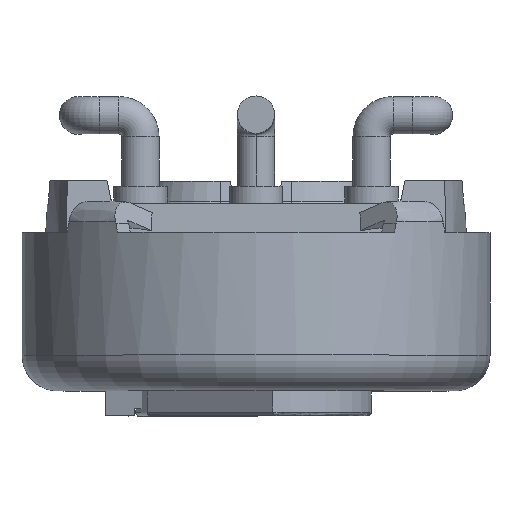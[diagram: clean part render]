
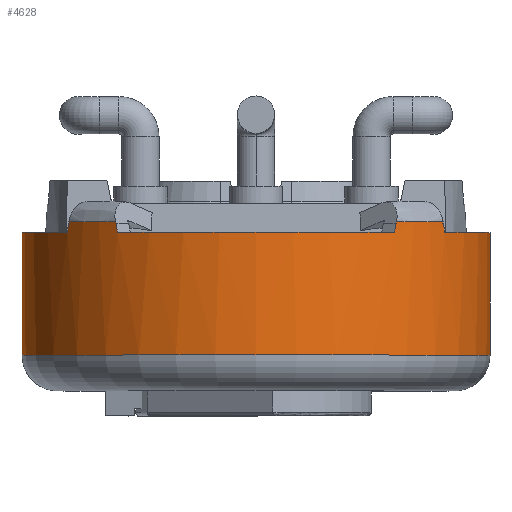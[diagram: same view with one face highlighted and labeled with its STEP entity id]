
A CAD part, top view. The second image highlights one B-rep face of the part: STEP entity #4628.
In plain terms, the highlighted cylindrical face has radius 3.34 mm (diameter 6.68 mm), a partial arc.
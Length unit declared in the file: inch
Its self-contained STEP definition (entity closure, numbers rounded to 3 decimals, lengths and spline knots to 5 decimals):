
#39=DIRECTION('',(0.,1.,0.));
#40=VECTOR('',#39,0.069);
#41=CARTESIAN_POINT('',(-0.1315,0.01,0.));
#42=LINE('',#41,#40);
#48=DIRECTION('',(0.,1.,0.));
#49=VECTOR('',#48,0.069);
#50=CARTESIAN_POINT('',(0.1315,0.01,0.));
#51=LINE('',#50,#49);
#1269=CARTESIAN_POINT('',(-0.07877,0.084,0.10529));
#1270=CARTESIAN_POINT('',(-0.07844,0.08233,
0.10555));
#1271=CARTESIAN_POINT('',(-0.0781,0.08067,
0.1058));
#1272=CARTESIAN_POINT('',(-0.07776,0.079,0.10604));
#1274=CARTESIAN_POINT('',(-0.07877,0.084,0.10529));
#1275=CARTESIAN_POINT('',(-0.07884,0.08433,
0.10524));
#1276=CARTESIAN_POINT('',(-0.07891,0.08467,
0.10519));
#1277=CARTESIAN_POINT('',(-0.07898,0.085,0.10514));
#1296=CARTESIAN_POINT('',(-0.10529,0.084,0.07877));
#1297=CARTESIAN_POINT('',(-0.10524,0.08433,
0.07884));
#1298=CARTESIAN_POINT('',(-0.10519,0.08467,
0.07891));
#1299=CARTESIAN_POINT('',(-0.10514,0.085,0.07898));
#1301=CARTESIAN_POINT('',(0.07877,0.084,0.10529));
#1302=CARTESIAN_POINT('',(0.07884,0.08433,
0.10524));
#1303=CARTESIAN_POINT('',(0.07891,0.08467,
0.10519));
#1304=CARTESIAN_POINT('',(0.07898,0.085,0.10514));
#1306=CARTESIAN_POINT('',(0.,0.01,0.));
#1307=DIRECTION('',(0.,-1.,0.));
#1308=DIRECTION('',(1.,0.,0.));
#1309=AXIS2_PLACEMENT_3D('',#1306,#1307,#1308);
#1315=CARTESIAN_POINT('',(-0.10529,0.084,0.07877));
#1316=CARTESIAN_POINT('',(-0.10555,0.08233,
0.07844));
#1317=CARTESIAN_POINT('',(-0.1058,0.08067,
0.0781));
#1318=CARTESIAN_POINT('',(-0.10604,0.079,0.07776));
#1394=CARTESIAN_POINT('',(0.,0.085,0.));
#1395=DIRECTION('',(0.,1.,0.));
#1396=DIRECTION('',(-0.8,0.,0.601));
#1397=AXIS2_PLACEMENT_3D('',#1394,#1395,#1396);
#1411=CARTESIAN_POINT('',(0.,0.079,0.));
#1412=DIRECTION('',(0.,-1.,0.));
#1413=DIRECTION('',(-0.806,0.,0.591));
#1414=AXIS2_PLACEMENT_3D('',#1411,#1412,#1413);
#1439=CARTESIAN_POINT('',(0.,0.079,0.));
#1440=DIRECTION('',(0.,-1.,0.));
#1441=DIRECTION('',(0.591,0.,0.806));
#1442=AXIS2_PLACEMENT_3D('',#1439,#1440,#1441);
#1461=CARTESIAN_POINT('',(0.07877,0.084,0.10529));
#1462=CARTESIAN_POINT('',(0.07844,0.08233,
0.10555));
#1463=CARTESIAN_POINT('',(0.0781,0.08067,
0.1058));
#1464=CARTESIAN_POINT('',(0.07776,0.079,0.10604));
#1502=CARTESIAN_POINT('',(0.10529,0.084,0.07877));
#1503=CARTESIAN_POINT('',(0.10524,0.08433,
0.07884));
#1504=CARTESIAN_POINT('',(0.10519,0.08467,
0.07891));
#1505=CARTESIAN_POINT('',(0.10514,0.085,0.07898));
#1524=CARTESIAN_POINT('',(0.,0.085,0.));
#1525=DIRECTION('',(0.,1.,0.));
#1526=DIRECTION('',(0.601,0.,0.8));
#1527=AXIS2_PLACEMENT_3D('',#1524,#1525,#1526);
#1588=CARTESIAN_POINT('',(0.10529,0.084,0.07877));
#1589=CARTESIAN_POINT('',(0.10555,0.08233,
0.07844));
#1590=CARTESIAN_POINT('',(0.1058,0.08067,
0.0781));
#1591=CARTESIAN_POINT('',(0.10604,0.079,0.07776));
#1593=CARTESIAN_POINT('',(0.,0.079,0.));
#1594=DIRECTION('',(0.,-1.,0.));
#1595=DIRECTION('',(1.,0.,0.));
#1596=AXIS2_PLACEMENT_3D('',#1593,#1594,#1595);
#2302=CARTESIAN_POINT('',(0.1315,0.01,0.));
#2304=VERTEX_POINT('',#2302);
#2310=CARTESIAN_POINT('',(-0.1315,0.01,0.));
#2312=VERTEX_POINT('',#2310);
#2327=CARTESIAN_POINT('',(0.1315,0.079,0.));
#2328=VERTEX_POINT('',#2327);
#2331=CARTESIAN_POINT('',(-0.1315,0.079,0.));
#2332=VERTEX_POINT('',#2331);
#2335=CARTESIAN_POINT('',(0.10604,0.079,0.07776));
#2336=VERTEX_POINT('',#2335);
#2337=CARTESIAN_POINT('',(0.07776,0.079,0.10604));
#2338=CARTESIAN_POINT('',(-0.07776,0.079,0.10604));
#2339=VERTEX_POINT('',#2337);
#2340=VERTEX_POINT('',#2338);
#2341=CARTESIAN_POINT('',(-0.10604,0.079,0.07776));
#2342=VERTEX_POINT('',#2341);
#2379=CARTESIAN_POINT('',(0.07898,0.085,0.10514));
#2380=CARTESIAN_POINT('',(0.10514,0.085,0.07898));
#2381=VERTEX_POINT('',#2379);
#2382=VERTEX_POINT('',#2380);
#2403=VERTEX_POINT('',#1301);
#2404=VERTEX_POINT('',#1502);
#2407=CARTESIAN_POINT('',(-0.10514,0.085,0.07898));
#2408=CARTESIAN_POINT('',(-0.07898,0.085,0.10514));
#2409=VERTEX_POINT('',#2407);
#2410=VERTEX_POINT('',#2408);
#2431=VERTEX_POINT('',#1296);
#2432=VERTEX_POINT('',#1274);
#4594=CARTESIAN_POINT('',(0.,0.1176,0.));
#4595=DIRECTION('',(0.,-1.,0.));
#4596=DIRECTION('',(-1.,0.,0.));
#4597=AXIS2_PLACEMENT_3D('',#4594,#4595,#4596);
#4598=CYLINDRICAL_SURFACE('',#4597,0.1315);
#4600=ORIENTED_EDGE('',*,*,#4599,.F.);
#4602=ORIENTED_EDGE('',*,*,#4601,.T.);
#4604=ORIENTED_EDGE('',*,*,#4603,.T.);
#4605=ORIENTED_EDGE('',*,*,#4577,.F.);
#4606=ORIENTED_EDGE('',*,*,#4567,.T.);
#4608=ORIENTED_EDGE('',*,*,#4607,.F.);
#4610=ORIENTED_EDGE('',*,*,#4609,.F.);
#4612=ORIENTED_EDGE('',*,*,#4611,.T.);
#4614=ORIENTED_EDGE('',*,*,#4613,.T.);
#4616=ORIENTED_EDGE('',*,*,#4615,.F.);
#4618=ORIENTED_EDGE('',*,*,#4617,.T.);
#4620=ORIENTED_EDGE('',*,*,#4619,.F.);
#4621=ORIENTED_EDGE('',*,*,#2934,.F.);
#4622=ORIENTED_EDGE('',*,*,#2900,.T.);
#4623=ORIENTED_EDGE('',*,*,#2931,.T.);
#4625=ORIENTED_EDGE('',*,*,#4624,.F.);
#4626=EDGE_LOOP('',(#4600,#4602,#4604,#4605,#4606,#4608,#4610,#4612,#4614,#4616,
#4618,#4620,#4621,#4622,#4623,#4625));
#4627=FACE_OUTER_BOUND('',#4626,.F.);
#4628=ADVANCED_FACE('',(#4627),#4598,.T.);
#1273=B_SPLINE_CURVE_WITH_KNOTS('',3,(#1269,#1270,#1271,#1272),.UNSPECIFIED.,
.F.,.F.,(4,4),(0.,1.),.UNSPECIFIED.);
#1278=B_SPLINE_CURVE_WITH_KNOTS('',3,(#1274,#1275,#1276,#1277),.UNSPECIFIED.,
.F.,.F.,(4,4),(0.,1.),.UNSPECIFIED.);
#1300=B_SPLINE_CURVE_WITH_KNOTS('',3,(#1296,#1297,#1298,#1299),.UNSPECIFIED.,
.F.,.F.,(4,4),(0.,1.),.UNSPECIFIED.);
#1305=B_SPLINE_CURVE_WITH_KNOTS('',3,(#1301,#1302,#1303,#1304),.UNSPECIFIED.,
.F.,.F.,(4,4),(0.,1.),.UNSPECIFIED.);
#1310=CIRCLE('',#1309,0.1315);
#1319=B_SPLINE_CURVE_WITH_KNOTS('',3,(#1315,#1316,#1317,#1318),.UNSPECIFIED.,
.F.,.F.,(4,4),(0.,1.),.UNSPECIFIED.);
#1398=CIRCLE('',#1397,0.1315);
#1415=CIRCLE('',#1414,0.1315);
#1443=CIRCLE('',#1442,0.1315);
#1465=B_SPLINE_CURVE_WITH_KNOTS('',3,(#1461,#1462,#1463,#1464),.UNSPECIFIED.,
.F.,.F.,(4,4),(0.,1.),.UNSPECIFIED.);
#1506=B_SPLINE_CURVE_WITH_KNOTS('',3,(#1502,#1503,#1504,#1505),.UNSPECIFIED.,
.F.,.F.,(4,4),(0.,1.),.UNSPECIFIED.);
#1528=CIRCLE('',#1527,0.1315);
#1592=B_SPLINE_CURVE_WITH_KNOTS('',3,(#1588,#1589,#1590,#1591),.UNSPECIFIED.,
.F.,.F.,(4,4),(0.,1.),.UNSPECIFIED.);
#1597=CIRCLE('',#1596,0.1315);
#2900=EDGE_CURVE('',#2304,#2312,#1310,.T.);
#2931=EDGE_CURVE('',#2312,#2332,#42,.T.);
#2934=EDGE_CURVE('',#2304,#2328,#51,.T.);
#4567=EDGE_CURVE('',#2432,#2340,#1273,.T.);
#4577=EDGE_CURVE('',#2432,#2410,#1278,.T.);
#4599=EDGE_CURVE('',#2431,#2342,#1319,.T.);
#4601=EDGE_CURVE('',#2431,#2409,#1300,.T.);
#4603=EDGE_CURVE('',#2409,#2410,#1398,.T.);
#4607=EDGE_CURVE('',#2339,#2340,#1443,.T.);
#4609=EDGE_CURVE('',#2403,#2339,#1465,.T.);
#4611=EDGE_CURVE('',#2403,#2381,#1305,.T.);
#4613=EDGE_CURVE('',#2381,#2382,#1528,.T.);
#4615=EDGE_CURVE('',#2404,#2382,#1506,.T.);
#4617=EDGE_CURVE('',#2404,#2336,#1592,.T.);
#4619=EDGE_CURVE('',#2328,#2336,#1597,.T.);
#4624=EDGE_CURVE('',#2342,#2332,#1415,.T.);
